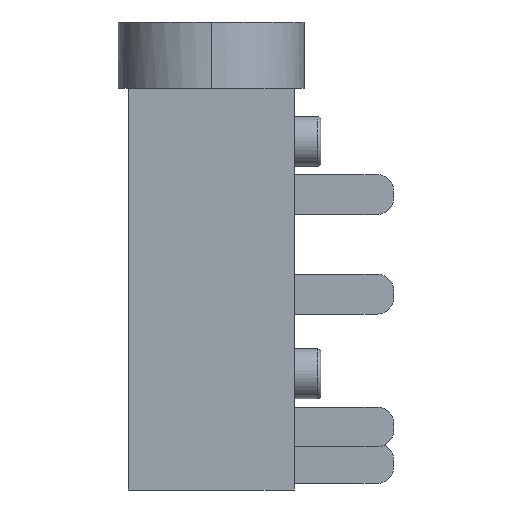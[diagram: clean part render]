
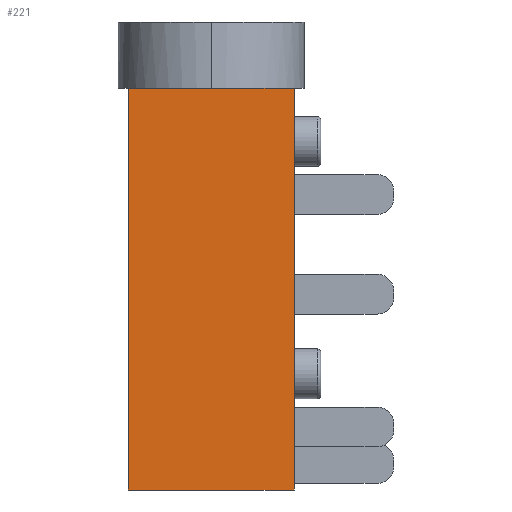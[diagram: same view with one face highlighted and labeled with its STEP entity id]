
A CAD part, left-side view. The second image highlights one B-rep face of the part: STEP entity #221.
In plain terms, the highlighted planar face has unit normal (-1, 0, 0).
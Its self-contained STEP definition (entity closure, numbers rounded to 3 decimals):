
#4 = VECTOR ( 'NONE', #490, 1000. ) ;
#42 = DIRECTION ( 'NONE',  ( 1., 0., 0. ) ) ;
#140 = EDGE_CURVE ( 'NONE', #1276, #1581, #1743, .T. ) ;
#153 = CARTESIAN_POINT ( 'NONE',  ( -3.05, -2.5, 0. ) ) ;
#198 = CARTESIAN_POINT ( 'NONE',  ( -3.05, -2.5, 0. ) ) ;
#221 = ADVANCED_FACE ( 'NONE', ( #715 ), #784, .F. ) ;
#308 = EDGE_CURVE ( 'NONE', #958, #1581, #1284, .T. ) ;
#328 = VECTOR ( 'NONE', #1593, 1000. ) ;
#469 = ORIENTED_EDGE ( 'NONE', *, *, #1954, .T. ) ;
#477 = CARTESIAN_POINT ( 'NONE',  ( -3.05, -2.5, 12.1 ) ) ;
#490 = DIRECTION ( 'NONE',  ( 0., -1., 0. ) ) ;
#599 = CARTESIAN_POINT ( 'NONE',  ( -3.05, -2.5, 12.1 ) ) ;
#607 = LINE ( 'NONE', #599, #4 ) ;
#677 = VECTOR ( 'NONE', #1880, 1000. ) ;
#715 = FACE_OUTER_BOUND ( 'NONE', #1141, .T. ) ;
#784 = PLANE ( 'NONE',  #1102 ) ;
#832 = ORIENTED_EDGE ( 'NONE', *, *, #1331, .F. ) ;
#908 = ORIENTED_EDGE ( 'NONE', *, *, #140, .T. ) ;
#941 = DIRECTION ( 'NONE',  ( 0., 0., -1. ) ) ;
#947 = CARTESIAN_POINT ( 'NONE',  ( -3.05, -2.5, 12.1 ) ) ;
#951 = CARTESIAN_POINT ( 'NONE',  ( -3.05, 2.5, 12.1 ) ) ;
#958 = VERTEX_POINT ( 'NONE', #2020 ) ;
#1057 = VECTOR ( 'NONE', #941, 1000. ) ;
#1096 = CARTESIAN_POINT ( 'NONE',  ( -3.05, 2.5, 12.1 ) ) ;
#1102 = AXIS2_PLACEMENT_3D ( 'NONE', #947, #42, #1260 ) ;
#1141 = EDGE_LOOP ( 'NONE', ( #908, #1603, #832, #469 ) ) ;
#1260 = DIRECTION ( 'NONE',  ( 0., 0., -1. ) ) ;
#1268 = LINE ( 'NONE', #1096, #1057 ) ;
#1276 = VERTEX_POINT ( 'NONE', #1891 ) ;
#1284 = LINE ( 'NONE', #477, #328 ) ;
#1331 = EDGE_CURVE ( 'NONE', #2016, #958, #607, .T. ) ;
#1581 = VERTEX_POINT ( 'NONE', #198 ) ;
#1593 = DIRECTION ( 'NONE',  ( 0., 0., -1. ) ) ;
#1603 = ORIENTED_EDGE ( 'NONE', *, *, #308, .F. ) ;
#1743 = LINE ( 'NONE', #153, #677 ) ;
#1880 = DIRECTION ( 'NONE',  ( 0., -1., 0. ) ) ;
#1891 = CARTESIAN_POINT ( 'NONE',  ( -3.05, 2.5, 0. ) ) ;
#1954 = EDGE_CURVE ( 'NONE', #2016, #1276, #1268, .T. ) ;
#2016 = VERTEX_POINT ( 'NONE', #951 ) ;
#2020 = CARTESIAN_POINT ( 'NONE',  ( -3.05, -2.5, 12.1 ) ) ;
